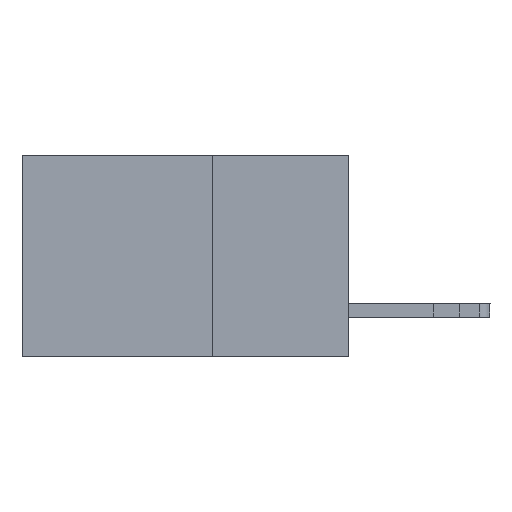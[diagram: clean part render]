
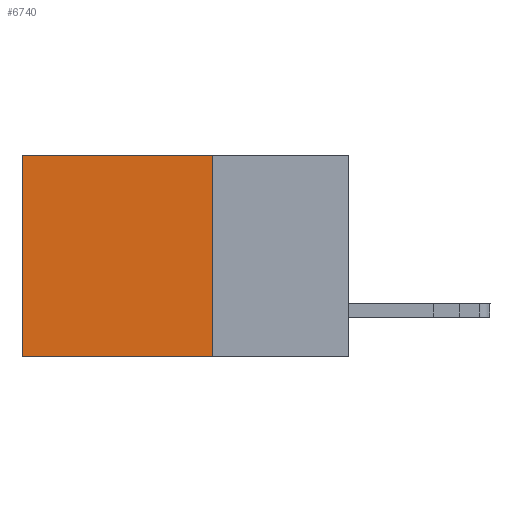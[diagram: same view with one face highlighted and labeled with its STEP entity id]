
A CAD part, left-side view. The second image highlights one B-rep face of the part: STEP entity #6740.
In plain terms, the highlighted planar face has unit normal (-1, 0, 0).
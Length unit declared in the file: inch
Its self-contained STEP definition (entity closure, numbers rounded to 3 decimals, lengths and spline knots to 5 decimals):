
#254 = VERTEX_POINT ( 'NONE', #3325 ) ;
#275 = LINE ( 'NONE', #3380, #6097 ) ;
#646 = EDGE_LOOP ( 'NONE', ( #11121, #2550, #11415, #808 ) ) ;
#808 = ORIENTED_EDGE ( 'NONE', *, *, #9232, .T. ) ;
#1463 = LINE ( 'NONE', #6617, #8951 ) ;
#1464 = DIRECTION ( 'NONE',  ( 0., 0., -1. ) ) ;
#2401 = DIRECTION ( 'NONE',  ( 0., 0., -1. ) ) ;
#2550 = ORIENTED_EDGE ( 'NONE', *, *, #9874, .F. ) ;
#2948 = VECTOR ( 'NONE', #8323, 39.37008 ) ;
#3325 = CARTESIAN_POINT ( 'NONE',  ( 0.298, 0.6, -0.37 ) ) ;
#3380 = CARTESIAN_POINT ( 'NONE',  ( 0.298, 0.25, 0. ) ) ;
#3445 = LINE ( 'NONE', #8462, #5719 ) ;
#4098 = AXIS2_PLACEMENT_3D ( 'NONE', #12309, #11292, #2401 ) ;
#4126 = CARTESIAN_POINT ( 'NONE',  ( 0.298, 0.6, 0. ) ) ;
#4519 = CARTESIAN_POINT ( 'NONE',  ( 0.298, 0.6, 0. ) ) ;
#4884 = EDGE_CURVE ( 'NONE', #7346, #254, #10749, .T. ) ;
#5155 = VERTEX_POINT ( 'NONE', #11741 ) ;
#5405 = DIRECTION ( 'NONE',  ( 0., 1., 0. ) ) ;
#5566 = DIRECTION ( 'NONE',  ( 0., 1., 0. ) ) ;
#5719 = VECTOR ( 'NONE', #5405, 39.37008 ) ;
#6097 = VECTOR ( 'NONE', #1464, 39.37008 ) ;
#6617 = CARTESIAN_POINT ( 'NONE',  ( 0.298, 0.25, -0.37 ) ) ;
#6740 = ADVANCED_FACE ( 'NONE', ( #12237 ), #7292, .F. ) ;
#6744 = EDGE_CURVE ( 'NONE', #5155, #11692, #275, .T. ) ;
#7292 = PLANE ( 'NONE',  #4098 ) ;
#7346 = VERTEX_POINT ( 'NONE', #4126 ) ;
#7648 = CARTESIAN_POINT ( 'NONE',  ( 0.298, 0.25, -0.37 ) ) ;
#8323 = DIRECTION ( 'NONE',  ( 0., 0., -1. ) ) ;
#8462 = CARTESIAN_POINT ( 'NONE',  ( 0.298, 0.25, 0. ) ) ;
#8951 = VECTOR ( 'NONE', #5566, 39.37008 ) ;
#9232 = EDGE_CURVE ( 'NONE', #5155, #7346, #3445, .T. ) ;
#9874 = EDGE_CURVE ( 'NONE', #11692, #254, #1463, .T. ) ;
#10749 = LINE ( 'NONE', #4519, #2948 ) ;
#11121 = ORIENTED_EDGE ( 'NONE', *, *, #4884, .T. ) ;
#11292 = DIRECTION ( 'NONE',  ( 1., 0., 0. ) ) ;
#11415 = ORIENTED_EDGE ( 'NONE', *, *, #6744, .F. ) ;
#11692 = VERTEX_POINT ( 'NONE', #7648 ) ;
#11741 = CARTESIAN_POINT ( 'NONE',  ( 0.298, 0.25, 0. ) ) ;
#12237 = FACE_OUTER_BOUND ( 'NONE', #646, .T. ) ;
#12309 = CARTESIAN_POINT ( 'NONE',  ( 0.298, 0.25, 0. ) ) ;
